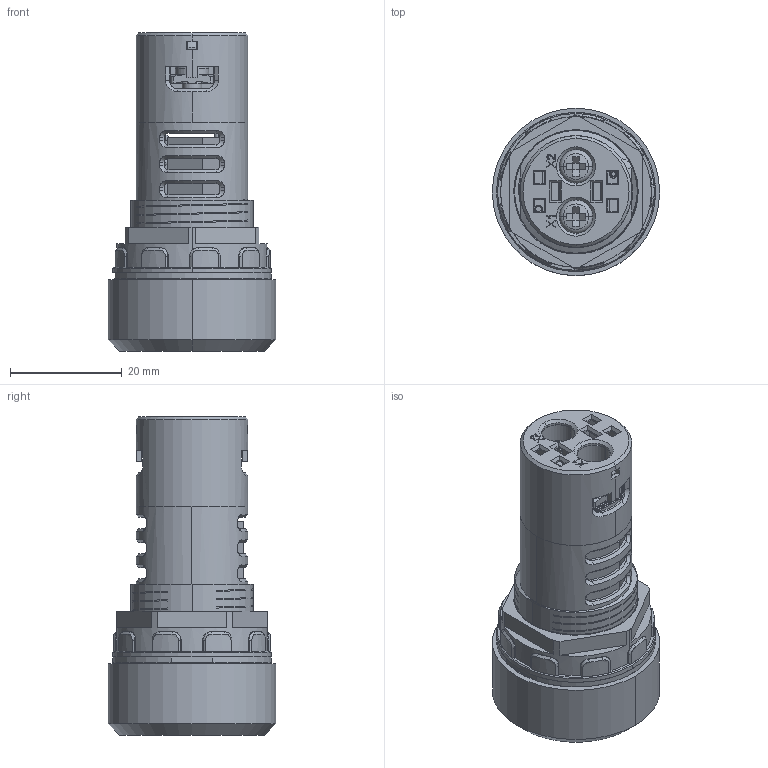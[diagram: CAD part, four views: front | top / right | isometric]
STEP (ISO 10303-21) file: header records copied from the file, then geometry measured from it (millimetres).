
FILE_DESCRIPTION((''),'2;1');
FILE_NAME('BENTI_ASM','2023-08-16T',('sipei.wu'),(''),'PRO/ENGINEER BY PARAMETRIC TECHNOLOGY CORPORATION, 2015440','PRO/ENGINEER BY PARAMETRIC TECHNOLOGY CORPORATION, 2015440','');
FILE_SCHEMA(('CONFIG_CONTROL_DESIGN'));
Products named in the file (16): 8005045000; 8574026300; 7030300036_DLX-ZBF-M3_5X7-7_5X7; 5517007700_ASM; 8575000600_AF0; ECCA; ECRE_AF0; DB_AF0; ECRE2; 5575001300_ASM; 8307002600; 8300072000; 8300072100; 8370007400; 8946009000; BENTI_ASM
Assembly tree (16 placements, depth 3):
  BENTI_ASM
    8005045000
    5517007700_ASM  x2
      8574026300
      7030300036_DLX-ZBF-M3_5X7-7_5X7
    5575001300_ASM
      8575000600_AF0
      ECCA
      ECRE_AF0
      DB_AF0
      ECRE2
    8307002600
    8300072000
    8300072100
    8370007400
    8946009000
Bounding box: 30 x 30 x 57 mm (x, y, z)
Volume: 13756.2 mm3; surface area: 22669.9 mm2
Topology: 15 solids, 21 shells, 1617 faces, 4353 edges, 2779 vertices
Faces by surface type: plane 944, cylinder 384, bspline 126, cone 81, torus 44, extrusion 30, sphere 8
Entity records: 71300 total; most frequent: CARTESIAN_POINT 36766, ORIENTED_EDGE 7558, DIRECTION 6578, EDGE_CURVE 3787, VERTEX_POINT 2416, AXIS2_PLACEMENT_3D 2322, VECTOR 1934, LINE 1904
